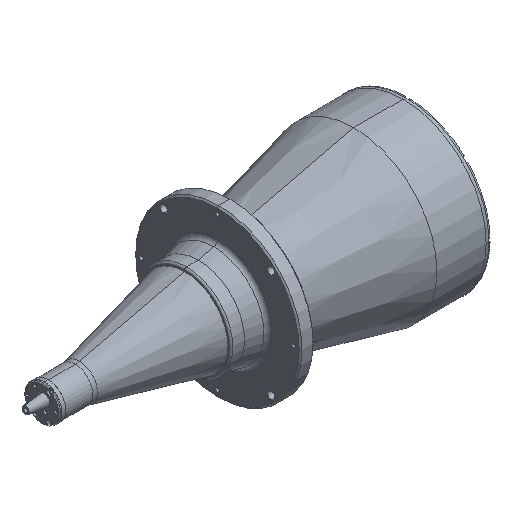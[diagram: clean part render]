
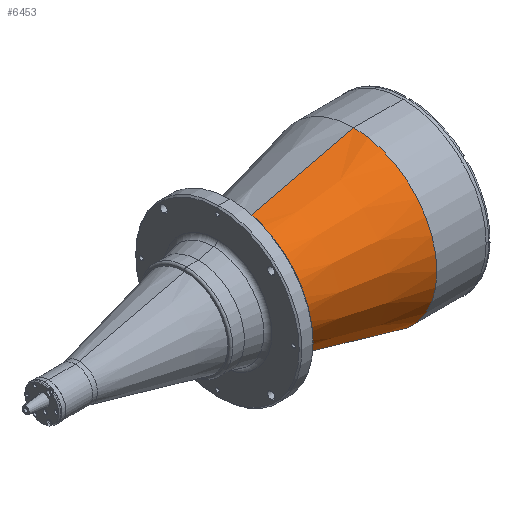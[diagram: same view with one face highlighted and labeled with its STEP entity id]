
A CAD part, isometric view. The second image highlights one B-rep face of the part: STEP entity #6453.
In plain terms, the highlighted conical face has half-angle 13.358 degrees and reference radius 50 mm.
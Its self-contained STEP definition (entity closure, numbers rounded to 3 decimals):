
#648 = ORIENTED_EDGE ( 'NONE', *, *, #6928, .F. ) ;
#651 = ORIENTED_EDGE ( 'NONE', *, *, #7003, .T. ) ;
#693 = ORIENTED_EDGE ( 'NONE', *, *, #6938, .F. ) ;
#810 = ORIENTED_EDGE ( 'NONE', *, *, #6897, .T. ) ;
#909 = AXIS2_PLACEMENT_3D ( 'NONE', #3727, #3725, #3726 ) ;
#961 = CONICAL_SURFACE ( 'NONE', #909, 50., 0.233 ) ;
#1199 = CARTESIAN_POINT ( 'NONE',  ( 214.16, 0., -50. ) ) ;
#1204 = DIRECTION ( 'NONE',  ( 0.973, 0., -0.231 ) ) ;
#2016 = CARTESIAN_POINT ( 'NONE',  ( 382.606, 0., 0. ) ) ;
#2025 = DIRECTION ( 'NONE',  ( -1., 0., 0. ) ) ;
#2027 = DIRECTION ( 'NONE',  ( 0., 0., 1. ) ) ;
#2060 = CARTESIAN_POINT ( 'NONE',  ( 214.16, 0., 50. ) ) ;
#2061 = DIRECTION ( 'NONE',  ( 0.973, 0., 0.231 ) ) ;
#2081 = DIRECTION ( 'NONE',  ( 0., 0., 1. ) ) ;
#2082 = CARTESIAN_POINT ( 'NONE',  ( 256.08, 0., 0. ) ) ;
#2083 = DIRECTION ( 'NONE',  ( -1., 0., 0. ) ) ;
#3725 = DIRECTION ( 'NONE',  ( 1., 0., 0. ) ) ;
#3726 = DIRECTION ( 'NONE',  ( 0., 0., -1. ) ) ;
#3727 = CARTESIAN_POINT ( 'NONE',  ( 214.16, 0., 0. ) ) ;
#4482 = CARTESIAN_POINT ( 'NONE',  ( 382.606, 0., 90. ) ) ;
#4483 = CARTESIAN_POINT ( 'NONE',  ( 256.08, 0., -59.954 ) ) ;
#4565 = CARTESIAN_POINT ( 'NONE',  ( 256.08, 0., 59.954 ) ) ;
#4570 = CARTESIAN_POINT ( 'NONE',  ( 382.606, 0., -90. ) ) ;
#4585 = FACE_OUTER_BOUND ( 'NONE', #5799, .T. ) ;
#4968 = VECTOR ( 'NONE', #1204, 1000. ) ;
#4977 = AXIS2_PLACEMENT_3D ( 'NONE', #2082, #2083, #2081 ) ;
#4988 = CIRCLE ( 'NONE', #4977, 59.954 ) ;
#4990 = CIRCLE ( 'NONE', #5033, 90. ) ;
#4996 = VECTOR ( 'NONE', #2061, 1000. ) ;
#5033 = AXIS2_PLACEMENT_3D ( 'NONE', #2016, #2025, #2027 ) ;
#5564 = VERTEX_POINT ( 'NONE', #4570 ) ;
#5570 = VERTEX_POINT ( 'NONE', #4565 ) ;
#5708 = VERTEX_POINT ( 'NONE', #4482 ) ;
#5709 = VERTEX_POINT ( 'NONE', #4483 ) ;
#5799 = EDGE_LOOP ( 'NONE', ( #648, #693, #651, #810 ) ) ;
#6453 = ADVANCED_FACE ( 'NONE', ( #4585 ), #961, .T. ) ;
#6897 = EDGE_CURVE ( 'NONE', #5564, #5708, #4990, .T. ) ;
#6928 = EDGE_CURVE ( 'NONE', #5570, #5708, #8802, .T. ) ;
#6938 = EDGE_CURVE ( 'NONE', #5709, #5570, #4988, .T. ) ;
#7003 = EDGE_CURVE ( 'NONE', #5709, #5564, #8707, .T. ) ;
#8707 = LINE ( 'NONE', #1199, #4968 ) ;
#8802 = LINE ( 'NONE', #2060, #4996 ) ;
